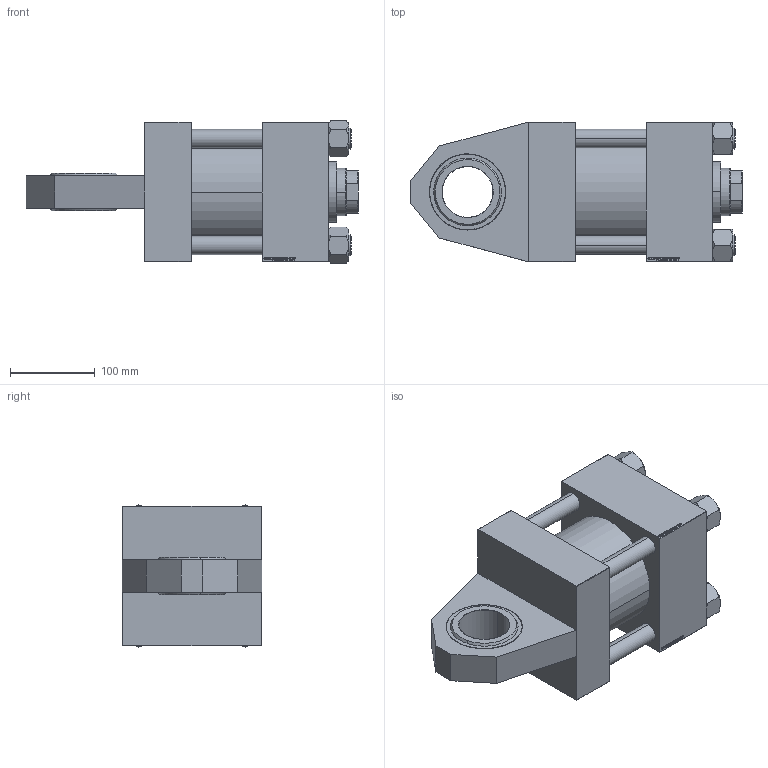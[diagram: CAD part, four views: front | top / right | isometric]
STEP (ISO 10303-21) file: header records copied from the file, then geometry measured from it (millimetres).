
FILE_DESCRIPTION (( 'STEP AP203' ), '1' );
FILE_NAME ('02a9.STEP', '2023-08-23T03:37:12', ( '' ), ( '' ), 'SwSTEP 2.0', 'SolidWorks 2019', '' );
FILE_SCHEMA (( 'CONFIG_CONTROL_DESIGN' ));
Length unit declared in the file: millimetre
Products named in the file (7): NUT_M5_J a2d883c0c9f321a7cb46de470f028867; 02a9; V215CR_TYCINKA_J a2d883c0c9f321a7cb46de470f028867; V215CR_J_Body a2d883c0c9f321a7cb46de470f028867; V215CR_J_VNITRNI_KROUZEK a2d883c0c9f321a7cb46de470f028867; V215_VC_A a2d883c0c9f321a7cb46de470f028867; V215CR_VCP_J a2d883c0c9f321a7cb46de470f028867
Assembly tree (12 placements, depth 2):
  02a9
    V215CR_J_Body a2d883c0c9f321a7cb46de470f028867
    V215CR_J_VNITRNI_KROUZEK a2d883c0c9f321a7cb46de470f028867
    V215CR_VCP_J a2d883c0c9f321a7cb46de470f028867
    V215CR_TYCINKA_J a2d883c0c9f321a7cb46de470f028867  x4
    NUT_M5_J a2d883c0c9f321a7cb46de470f028867  x4
    V215_VC_A a2d883c0c9f321a7cb46de470f028867
Bounding box: 392 x 165 x 169.14 mm (x, y, z)
Volume: 5061959.1 mm3; surface area: 572912.4 mm2
Topology: 12 solids, 12 shells, 1193 faces, 3022 edges, 1967 vertices
Faces by surface type: plane 564, bspline 392, cone 128, cylinder 89, torus 20
Entity records: 50781 total; most frequent: CARTESIAN_POINT 27250, ORIENTED_EDGE 5308, DIRECTION 3386, EDGE_CURVE 2654, VERTEX_POINT 1745, VECTOR 1580, LINE 1580, EDGE_LOOP 1167
